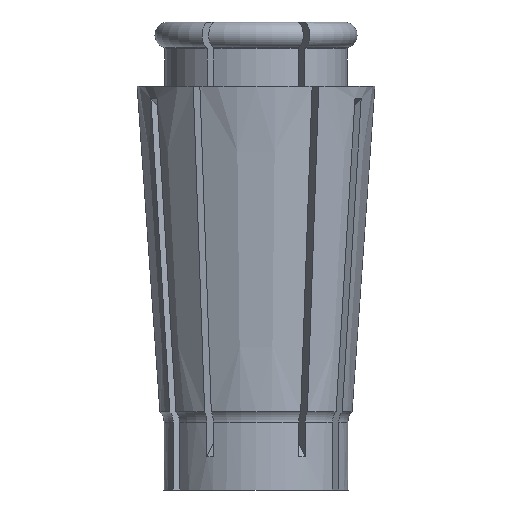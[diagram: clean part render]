
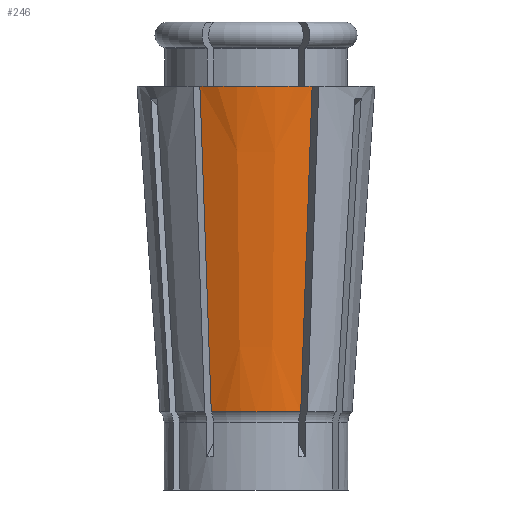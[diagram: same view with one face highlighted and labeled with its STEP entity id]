
A CAD part, left-side view. The second image highlights one B-rep face of the part: STEP entity #246.
In plain terms, the highlighted conical face has half-angle 4 degrees and reference radius 6.268 mm.
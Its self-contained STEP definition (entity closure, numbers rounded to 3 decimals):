
#9 = CARTESIAN_POINT ( 'NONE',  ( -5.549, -2.915, -25.4 ) ) ;
#60 = EDGE_CURVE ( 'NONE', #932, #2681, #296, .T. ) ;
#186 = EDGE_LOOP ( 'NONE', ( #2843, #2649, #2449, #1468 ) ) ;
#190 = CARTESIAN_POINT ( 'NONE',  ( 0., 0., -4.2 ) ) ;
#246 = ADVANCED_FACE ( 'NONE', ( #3257 ), #1020, .T. ) ;
#295 = CARTESIAN_POINT ( 'NONE',  ( -6.641, -3.546, -7.37 ) ) ;
#296 = CIRCLE ( 'NONE', #3083, 7.75 ) ;
#425 = CARTESIAN_POINT ( 'NONE',  ( -6.833, -3.656, -4.2 ) ) ;
#444 = DIRECTION ( 'NONE',  ( 0., 0., 1. ) ) ;
#458 = AXIS2_PLACEMENT_3D ( 'NONE', #2692, #2476, #1668 ) ;
#523 = CARTESIAN_POINT ( 'NONE',  ( -5.785, -3.051, -21.504 ) ) ;
#688 = CARTESIAN_POINT ( 'NONE',  ( -6.021, 3.187, -17.607 ) ) ;
#739 = EDGE_CURVE ( 'NONE', #1592, #932, #2086, .T. ) ;
#839 = CARTESIAN_POINT ( 'NONE',  ( -6.449, -3.435, -10.541 ) ) ;
#922 = CARTESIAN_POINT ( 'NONE',  ( -5.785, 3.051, -21.504 ) ) ;
#932 = VERTEX_POINT ( 'NONE', #1215 ) ;
#934 = CARTESIAN_POINT ( 'NONE',  ( -5.549, 2.915, -25.4 ) ) ;
#1020 = CONICAL_SURFACE ( 'NONE', #458, 6.268, 0.07 ) ;
#1055 = CIRCLE ( 'NONE', #1497, 6.268 ) ;
#1215 = CARTESIAN_POINT ( 'NONE',  ( -6.833, 3.656, -4.2 ) ) ;
#1435 = CARTESIAN_POINT ( 'NONE',  ( -6.257, 3.324, -13.711 ) ) ;
#1468 = ORIENTED_EDGE ( 'NONE', *, *, #60, .F. ) ;
#1497 = AXIS2_PLACEMENT_3D ( 'NONE', #2620, #1854, #2848 ) ;
#1592 = VERTEX_POINT ( 'NONE', #1859 ) ;
#1602 = CARTESIAN_POINT ( 'NONE',  ( -6.833, -3.656, -4.2 ) ) ;
#1668 = DIRECTION ( 'NONE',  ( 1., 0., 0. ) ) ;
#1680 = CARTESIAN_POINT ( 'NONE',  ( -6.641, 3.546, -7.37 ) ) ;
#1854 = DIRECTION ( 'NONE',  ( 0., 0., 1. ) ) ;
#1859 = CARTESIAN_POINT ( 'NONE',  ( -5.549, 2.915, -25.4 ) ) ;
#1944 = CARTESIAN_POINT ( 'NONE',  ( -5.549, -2.915, -25.4 ) ) ;
#2086 = B_SPLINE_CURVE_WITH_KNOTS ( 'NONE', 3,
 ( #934, #922, #688, #1435, #2708, #1680, #2198 ),
 .UNSPECIFIED., .F., .F.,
 ( 4, 3, 4 ),
 ( 0., 0.012, 0.021 ),
 .UNSPECIFIED. ) ;
#2177 = B_SPLINE_CURVE_WITH_KNOTS ( 'NONE', 3,
 ( #9, #523, #2603, #3106, #839, #295, #1602 ),
 .UNSPECIFIED., .F., .F.,
 ( 4, 3, 4 ),
 ( 0., 0.012, 0.021 ),
 .UNSPECIFIED. ) ;
#2198 = CARTESIAN_POINT ( 'NONE',  ( -6.833, 3.656, -4.2 ) ) ;
#2236 = DIRECTION ( 'NONE',  ( 1., 0., 0. ) ) ;
#2449 = ORIENTED_EDGE ( 'NONE', *, *, #2785, .T. ) ;
#2476 = DIRECTION ( 'NONE',  ( 0., 0., 1. ) ) ;
#2524 = VERTEX_POINT ( 'NONE', #1944 ) ;
#2603 = CARTESIAN_POINT ( 'NONE',  ( -6.021, -3.187, -17.607 ) ) ;
#2620 = CARTESIAN_POINT ( 'NONE',  ( 0., 0., -25.4 ) ) ;
#2649 = ORIENTED_EDGE ( 'NONE', *, *, #2871, .T. ) ;
#2681 = VERTEX_POINT ( 'NONE', #425 ) ;
#2692 = CARTESIAN_POINT ( 'NONE',  ( 0., 0., -25.4 ) ) ;
#2708 = CARTESIAN_POINT ( 'NONE',  ( -6.449, 3.435, -10.541 ) ) ;
#2785 = EDGE_CURVE ( 'NONE', #2524, #2681, #2177, .T. ) ;
#2843 = ORIENTED_EDGE ( 'NONE', *, *, #739, .F. ) ;
#2848 = DIRECTION ( 'NONE',  ( 1., 0., 0. ) ) ;
#2871 = EDGE_CURVE ( 'NONE', #1592, #2524, #1055, .T. ) ;
#3083 = AXIS2_PLACEMENT_3D ( 'NONE', #190, #444, #2236 ) ;
#3106 = CARTESIAN_POINT ( 'NONE',  ( -6.257, -3.324, -13.711 ) ) ;
#3257 = FACE_OUTER_BOUND ( 'NONE', #186, .T. ) ;
